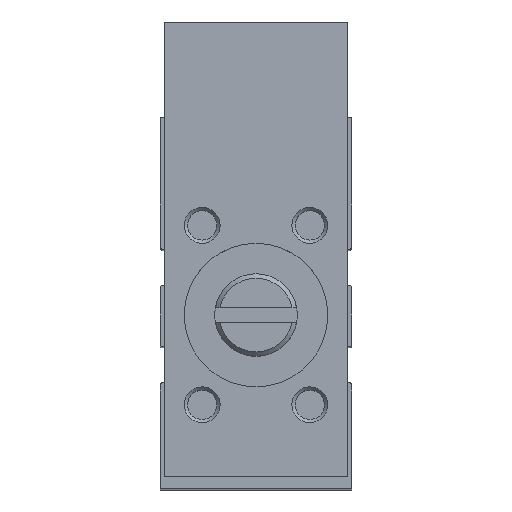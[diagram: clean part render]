
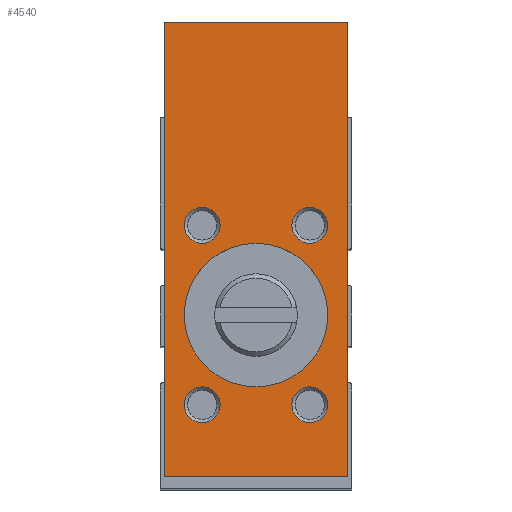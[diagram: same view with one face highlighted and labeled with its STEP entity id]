
A CAD part, top view. The second image highlights one B-rep face of the part: STEP entity #4540.
In plain terms, the highlighted face is planar.
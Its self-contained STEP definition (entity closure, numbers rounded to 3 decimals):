
#323=LINE('',#7579,#589);
#325=LINE('',#7593,#591);
#326=LINE('',#7595,#592);
#327=LINE('',#7597,#593);
#589=VECTOR('',#6071,1000.);
#591=VECTOR('',#6085,1000.);
#592=VECTOR('',#6086,1000.);
#593=VECTOR('',#6087,1000.);
#739=PLANE('',#5041);
#1524=ORIENTED_EDGE('',*,*,#2402,.F.);
#1525=ORIENTED_EDGE('',*,*,#2403,.F.);
#1526=ORIENTED_EDGE('',*,*,#2404,.F.);
#1527=ORIENTED_EDGE('',*,*,#2405,.F.);
#1528=ORIENTED_EDGE('',*,*,#2406,.F.);
#1529=ORIENTED_EDGE('',*,*,#2407,.T.);
#1530=ORIENTED_EDGE('',*,*,#2408,.F.);
#1531=ORIENTED_EDGE('',*,*,#2409,.F.);
#1532=ORIENTED_EDGE('',*,*,#2400,.T.);
#2400=EDGE_CURVE('',#2910,#2909,#323,.T.);
#2402=EDGE_CURVE('',#2911,#2911,#3215,.T.);
#2403=EDGE_CURVE('',#2912,#2912,#3216,.T.);
#2404=EDGE_CURVE('',#2913,#2913,#3217,.T.);
#2405=EDGE_CURVE('',#2914,#2914,#3218,.T.);
#2406=EDGE_CURVE('',#2915,#2915,#3219,.T.);
#2407=EDGE_CURVE('',#2909,#2916,#325,.T.);
#2408=EDGE_CURVE('',#2917,#2916,#326,.T.);
#2409=EDGE_CURVE('',#2910,#2917,#327,.T.);
#2909=VERTEX_POINT('',#7578);
#2910=VERTEX_POINT('',#7580);
#2911=VERTEX_POINT('',#7584);
#2912=VERTEX_POINT('',#7586);
#2913=VERTEX_POINT('',#7588);
#2914=VERTEX_POINT('',#7590);
#2915=VERTEX_POINT('',#7592);
#2916=VERTEX_POINT('',#7594);
#2917=VERTEX_POINT('',#7596);
#3215=CIRCLE('',#5042,6.);
#3216=CIRCLE('',#5043,1.5);
#3217=CIRCLE('',#5044,1.5);
#3218=CIRCLE('',#5045,1.5);
#3219=CIRCLE('',#5046,1.5);
#3572=EDGE_LOOP('',(#1524));
#3573=EDGE_LOOP('',(#1525));
#3574=EDGE_LOOP('',(#1526));
#3575=EDGE_LOOP('',(#1527));
#3576=EDGE_LOOP('',(#1528));
#3577=EDGE_LOOP('',(#1529,#1530,#1531,#1532));
#4061=FACE_BOUND('',#3572,.T.);
#4062=FACE_BOUND('',#3573,.T.);
#4063=FACE_BOUND('',#3574,.T.);
#4064=FACE_BOUND('',#3575,.T.);
#4065=FACE_BOUND('',#3576,.T.);
#4066=FACE_BOUND('',#3577,.T.);
#4540=ADVANCED_FACE('',(#4061,#4062,#4063,#4064,#4065,#4066),#739,.F.);
#5041=AXIS2_PLACEMENT_3D('',#7582,#6073,#6074);
#5042=AXIS2_PLACEMENT_3D('',#7583,#6075,#6076);
#5043=AXIS2_PLACEMENT_3D('',#7585,#6077,#6078);
#5044=AXIS2_PLACEMENT_3D('',#7587,#6079,#6080);
#5045=AXIS2_PLACEMENT_3D('',#7589,#6081,#6082);
#5046=AXIS2_PLACEMENT_3D('',#7591,#6083,#6084);
#6071=DIRECTION('',(-1.,0.,0.));
#6073=DIRECTION('',(0.,0.,1.));
#6074=DIRECTION('',(1.,0.,0.));
#6075=DIRECTION('',(0.,0.,-1.));
#6076=DIRECTION('',(-1.,0.,0.));
#6077=DIRECTION('',(0.,0.,-1.));
#6078=DIRECTION('',(-1.,0.,0.));
#6079=DIRECTION('',(0.,0.,-1.));
#6080=DIRECTION('',(-1.,0.,0.));
#6081=DIRECTION('',(0.,0.,-1.));
#6082=DIRECTION('',(-1.,0.,0.));
#6083=DIRECTION('',(0.,0.,-1.));
#6084=DIRECTION('',(-1.,0.,0.));
#6085=DIRECTION('',(0.,1.,0.));
#6086=DIRECTION('',(-1.,0.,0.));
#6087=DIRECTION('',(0.,1.,0.));
#7578=CARTESIAN_POINT('',(-7.65,-13.5,-6.));
#7579=CARTESIAN_POINT('',(7.65,-13.5,-6.));
#7580=CARTESIAN_POINT('',(7.65,-13.5,-6.));
#7582=CARTESIAN_POINT('',(7.65,-13.5,-6.));
#7583=CARTESIAN_POINT('',(0.,0.,-6.));
#7584=CARTESIAN_POINT('',(-6.,0.,-6.));
#7585=CARTESIAN_POINT('',(-4.5,-7.5,-6.));
#7586=CARTESIAN_POINT('',(-6.,-7.5,-6.));
#7587=CARTESIAN_POINT('',(-4.5,7.5,-6.));
#7588=CARTESIAN_POINT('',(-6.,7.5,-6.));
#7589=CARTESIAN_POINT('',(4.5,-7.5,-6.));
#7590=CARTESIAN_POINT('',(3.,-7.5,-6.));
#7591=CARTESIAN_POINT('',(4.5,7.5,-6.));
#7592=CARTESIAN_POINT('',(3.,7.5,-6.));
#7593=CARTESIAN_POINT('',(-7.65,-13.5,-6.));
#7594=CARTESIAN_POINT('',(-7.65,24.5,-6.));
#7595=CARTESIAN_POINT('',(7.65,24.5,-6.));
#7596=CARTESIAN_POINT('',(7.65,24.5,-6.));
#7597=CARTESIAN_POINT('',(7.65,-13.5,-6.));
